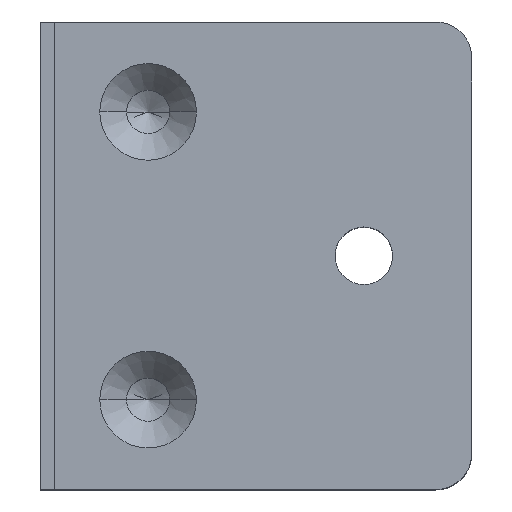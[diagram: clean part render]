
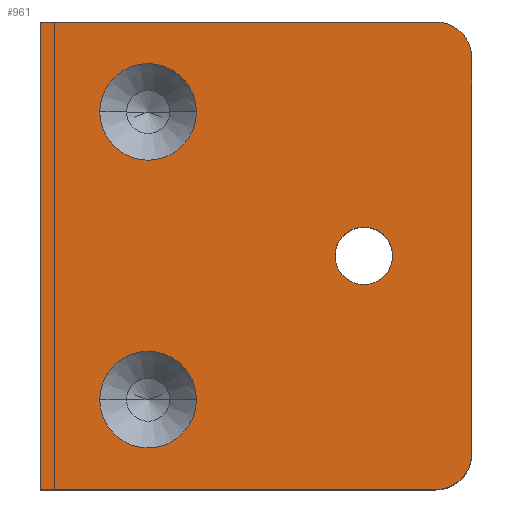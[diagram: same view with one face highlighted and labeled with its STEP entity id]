
A CAD part, top view. The second image highlights one B-rep face of the part: STEP entity #961.
In plain terms, the highlighted planar face has unit normal (0, 0, 1).
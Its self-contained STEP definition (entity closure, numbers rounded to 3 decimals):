
#46=CARTESIAN_POINT('',(-15.,20.,0.));
#47=DIRECTION('',(0.,0.,1.));
#48=DIRECTION('',(-1.,0.,0.));
#49=AXIS2_PLACEMENT_3D('',#46,#47,#48);
#51=CARTESIAN_POINT('',(-15.,20.,0.));
#52=DIRECTION('',(0.,0.,1.));
#53=DIRECTION('',(1.,0.,0.));
#54=AXIS2_PLACEMENT_3D('',#51,#52,#53);
#56=CARTESIAN_POINT('',(-15.,-20.,0.));
#57=DIRECTION('',(0.,0.,1.));
#58=DIRECTION('',(-1.,0.,0.));
#59=AXIS2_PLACEMENT_3D('',#56,#57,#58);
#61=CARTESIAN_POINT('',(-15.,-20.,0.));
#62=DIRECTION('',(0.,0.,1.));
#63=DIRECTION('',(1.,0.,0.));
#64=AXIS2_PLACEMENT_3D('',#61,#62,#63);
#66=CARTESIAN_POINT('',(25.,27.5,0.));
#67=DIRECTION('',(0.,0.,1.));
#68=DIRECTION('',(1.,0.,0.));
#69=AXIS2_PLACEMENT_3D('',#66,#67,#68);
#71=DIRECTION('',(0.,1.,0.));
#72=VECTOR('',#71,55.);
#73=CARTESIAN_POINT('',(30.,-27.5,0.));
#74=LINE('',#73,#72);
#75=CARTESIAN_POINT('',(25.,-27.5,0.));
#76=DIRECTION('',(0.,0.,1.));
#77=DIRECTION('',(0.,-1.,0.));
#78=AXIS2_PLACEMENT_3D('',#75,#76,#77);
#80=DIRECTION('',(1.,0.,0.));
#81=VECTOR('',#80,55.);
#82=CARTESIAN_POINT('',(-30.,-32.5,0.));
#83=LINE('',#82,#81);
#84=DIRECTION('',(0.,1.,0.));
#85=VECTOR('',#84,65.);
#86=CARTESIAN_POINT('',(-30.,-32.5,0.));
#87=LINE('',#86,#85);
#88=DIRECTION('',(-1.,0.,0.));
#89=VECTOR('',#88,55.);
#90=CARTESIAN_POINT('',(25.,32.5,0.));
#91=LINE('',#90,#89);
#92=CARTESIAN_POINT('',(15.,0.,0.));
#93=DIRECTION('',(0.,0.,1.));
#94=DIRECTION('',(1.,0.,0.));
#95=AXIS2_PLACEMENT_3D('',#92,#93,#94);
#97=CARTESIAN_POINT('',(15.,0.,0.));
#98=DIRECTION('',(0.,0.,1.));
#99=DIRECTION('',(-1.,0.,0.));
#100=AXIS2_PLACEMENT_3D('',#97,#98,#99);
#754=CARTESIAN_POINT('',(-21.72,20.,0.));
#755=CARTESIAN_POINT('',(-8.28,20.,0.));
#756=VERTEX_POINT('',#754);
#757=VERTEX_POINT('',#755);
#768=CARTESIAN_POINT('',(-21.72,-20.,0.));
#769=CARTESIAN_POINT('',(-8.28,-20.,0.));
#770=VERTEX_POINT('',#768);
#771=VERTEX_POINT('',#769);
#772=CARTESIAN_POINT('',(30.,27.5,0.));
#774=VERTEX_POINT('',#772);
#776=CARTESIAN_POINT('',(25.,32.5,0.));
#777=VERTEX_POINT('',#776);
#796=CARTESIAN_POINT('',(25.,-32.5,0.));
#798=VERTEX_POINT('',#796);
#800=CARTESIAN_POINT('',(30.,-27.5,0.));
#801=VERTEX_POINT('',#800);
#804=CARTESIAN_POINT('',(-30.,-32.5,0.));
#805=CARTESIAN_POINT('',(-30.,32.5,0.));
#806=VERTEX_POINT('',#804);
#807=VERTEX_POINT('',#805);
#908=CARTESIAN_POINT('',(19.,0.,0.));
#909=CARTESIAN_POINT('',(11.,0.,0.));
#910=VERTEX_POINT('',#908);
#911=VERTEX_POINT('',#909);
#924=CARTESIAN_POINT('',(0.,0.,0.));
#925=DIRECTION('',(0.,0.,1.));
#926=DIRECTION('',(1.,0.,0.));
#927=AXIS2_PLACEMENT_3D('',#924,#925,#926);
#928=PLANE('',#927);
#930=ORIENTED_EDGE('',*,*,#929,.F.);
#932=ORIENTED_EDGE('',*,*,#931,.F.);
#934=ORIENTED_EDGE('',*,*,#933,.F.);
#936=ORIENTED_EDGE('',*,*,#935,.F.);
#938=ORIENTED_EDGE('',*,*,#937,.T.);
#940=ORIENTED_EDGE('',*,*,#939,.F.);
#941=EDGE_LOOP('',(#930,#932,#934,#936,#938,#940));
#942=FACE_OUTER_BOUND('',#941,.F.);
#944=ORIENTED_EDGE('',*,*,#943,.T.);
#946=ORIENTED_EDGE('',*,*,#945,.T.);
#947=EDGE_LOOP('',(#944,#946));
#948=FACE_BOUND('',#947,.F.);
#950=ORIENTED_EDGE('',*,*,#949,.T.);
#952=ORIENTED_EDGE('',*,*,#951,.T.);
#953=EDGE_LOOP('',(#950,#952));
#954=FACE_BOUND('',#953,.F.);
#956=ORIENTED_EDGE('',*,*,#955,.T.);
#958=ORIENTED_EDGE('',*,*,#957,.T.);
#959=EDGE_LOOP('',(#956,#958));
#960=FACE_BOUND('',#959,.F.);
#961=ADVANCED_FACE('',(#942,#948,#954,#960),#928,.T.);
#50=CIRCLE('',#49,6.72);
#55=CIRCLE('',#54,6.72);
#60=CIRCLE('',#59,6.72);
#65=CIRCLE('',#64,6.72);
#70=CIRCLE('',#69,5.);
#79=CIRCLE('',#78,5.);
#96=CIRCLE('',#95,4.);
#101=CIRCLE('',#100,4.);
#929=EDGE_CURVE('',#774,#777,#70,.T.);
#931=EDGE_CURVE('',#801,#774,#74,.T.);
#933=EDGE_CURVE('',#798,#801,#79,.T.);
#935=EDGE_CURVE('',#806,#798,#83,.T.);
#937=EDGE_CURVE('',#806,#807,#87,.T.);
#939=EDGE_CURVE('',#777,#807,#91,.T.);
#943=EDGE_CURVE('',#770,#771,#60,.T.);
#945=EDGE_CURVE('',#771,#770,#65,.T.);
#949=EDGE_CURVE('',#756,#757,#50,.T.);
#951=EDGE_CURVE('',#757,#756,#55,.T.);
#955=EDGE_CURVE('',#910,#911,#96,.T.);
#957=EDGE_CURVE('',#911,#910,#101,.T.);
